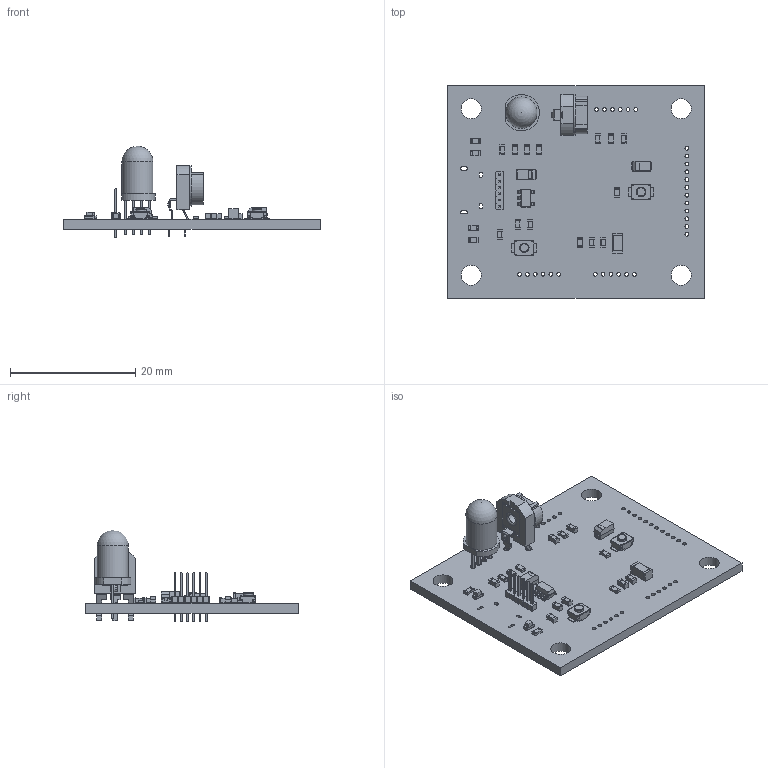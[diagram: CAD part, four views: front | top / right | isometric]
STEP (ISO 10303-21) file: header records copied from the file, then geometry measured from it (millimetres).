
FILE_DESCRIPTION(('KiCad electronic assembly'),'2;1');
FILE_NAME('MKM01V10.step','2024-09-28T15:16:59',('Pcbnew'),('Kicad'), 'Open CASCADE STEP processor 7.8','KiCad to STEP converter','Unknown' );
FILE_SCHEMA(('AUTOMOTIVE_DESIGN { 1 0 10303 214 1 1 1 1 }'));
Length unit declared in the file: millimetre
Products named in the file (24): MKM01V10 1; PinHeader_1x06_P1.00mm_Vertical; PinHeader_1x06_P100mm_Vertical; C_0603_1608Metric; R_0603_1608Metric; C_1206_3216Metric; LED_0603_1608Metric; L_0603_1608Metric; SW_SPST_B3U-1000P; LED_D5.0mm-4_RGB; LED_D5.0mm-4; CP_EIA-3216-18_Kemet-A; CP_EIA_3216_18_Kemet_A; SOT-23-5; SOT_23_5; User Library-RM-063; MKM01V10_PCB
Assembly tree (39 placements, depth 3):
  MKM01V10 1
    PinHeader_1x06_P1.00mm_Vertical
      PinHeader_1x06_P100mm_Vertical
    C_0603_1608Metric  x7
      C_0603_1608Metric
    R_0603_1608Metric  x8
      R_0603_1608Metric
    C_1206_3216Metric
      C_1206_3216Metric
    LED_0603_1608Metric  x2
      LED_0603_1608Metric
    L_0603_1608Metric
      L_0603_1608Metric
    SW_SPST_B3U-1000P  x2
      SW_SPST_B3U-1000P
    LED_D5.0mm-4_RGB
      LED_D5.0mm-4
    CP_EIA-3216-18_Kemet-A  x2
      CP_EIA_3216_18_Kemet_A
    SOT-23-5
      SOT_23_5
    User Library-RM-063
      User Library-RM-063
    MKM01V10_PCB
Bounding box: 41 x 34 x 14.6 mm (x, y, z)
Volume: 2524.6 mm3; surface area: 4063.9 mm2
Topology: 32 solids, 32 shells, 1629 faces, 4207 edges, 2628 vertices
Faces by surface type: plane 998, cylinder 511, bspline 51, sphere 35, torus 34
Full cylindrical faces by diameter (mm): 0.5 x6, 0.6 x30, 0.9 x7, 1.5 x2, 3.2 x4, 5 x1
Entity records: 35371 total; most frequent: CARTESIAN_POINT 6513, ORIENTED_EDGE 4818, DIRECTION 4769, EDGE_CURVE 2409, LINE 1783, VECTOR 1783, VERTEX_POINT 1517, AXIS2_PLACEMENT_3D 1493
